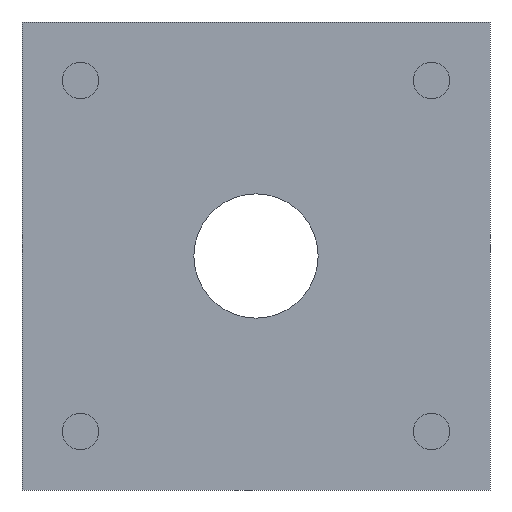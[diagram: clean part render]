
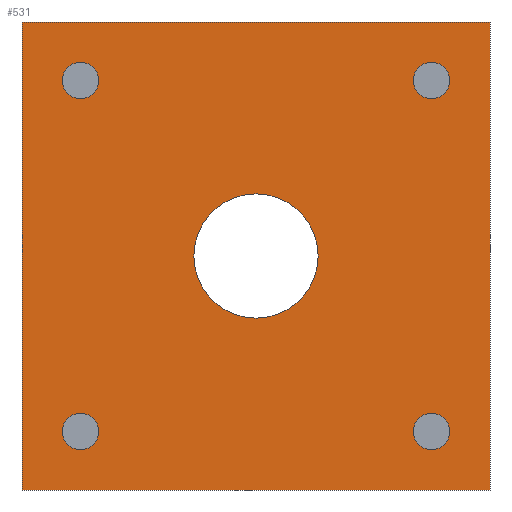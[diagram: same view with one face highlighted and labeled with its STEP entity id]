
A CAD part, front view. The second image highlights one B-rep face of the part: STEP entity #531.
In plain terms, the highlighted planar face has unit normal (0, -1, 0).
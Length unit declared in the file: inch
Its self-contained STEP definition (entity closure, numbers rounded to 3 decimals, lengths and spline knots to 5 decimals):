
#112=DIRECTION('',(0.,0.,-1.));
#113=VECTOR('',#112,4.);
#114=CARTESIAN_POINT('',(2.,0.,2.));
#115=LINE('',#114,#113);
#116=DIRECTION('',(-1.,0.,0.));
#117=VECTOR('',#116,4.);
#118=CARTESIAN_POINT('',(2.,0.,-2.));
#119=LINE('',#118,#117);
#120=DIRECTION('',(0.,0.,1.));
#121=VECTOR('',#120,4.);
#122=CARTESIAN_POINT('',(-2.,0.,-2.));
#123=LINE('',#122,#121);
#124=DIRECTION('',(1.,0.,0.));
#125=VECTOR('',#124,4.);
#126=CARTESIAN_POINT('',(-2.,0.,2.));
#127=LINE('',#126,#125);
#128=CARTESIAN_POINT('',(0.,0.,0.));
#129=DIRECTION('',(0.,-1.,0.));
#130=DIRECTION('',(1.,0.,0.));
#131=AXIS2_PLACEMENT_3D('',#128,#129,#130);
#133=CARTESIAN_POINT('',(0.,0.,0.));
#134=DIRECTION('',(0.,-1.,0.));
#135=DIRECTION('',(-1.,0.,0.));
#136=AXIS2_PLACEMENT_3D('',#133,#134,#135);
#138=CARTESIAN_POINT('',(-1.5,0.,-1.5));
#139=DIRECTION('',(0.,1.,0.));
#140=DIRECTION('',(-1.,0.,0.));
#141=AXIS2_PLACEMENT_3D('',#138,#139,#140);
#143=CARTESIAN_POINT('',(-1.5,0.,-1.5));
#144=DIRECTION('',(0.,1.,0.));
#145=DIRECTION('',(1.,0.,0.));
#146=AXIS2_PLACEMENT_3D('',#143,#144,#145);
#148=CARTESIAN_POINT('',(1.5,0.,-1.5));
#149=DIRECTION('',(0.,1.,0.));
#150=DIRECTION('',(-1.,0.,0.));
#151=AXIS2_PLACEMENT_3D('',#148,#149,#150);
#153=CARTESIAN_POINT('',(1.5,0.,-1.5));
#154=DIRECTION('',(0.,1.,0.));
#155=DIRECTION('',(1.,0.,0.));
#156=AXIS2_PLACEMENT_3D('',#153,#154,#155);
#158=CARTESIAN_POINT('',(-1.5,0.,1.5));
#159=DIRECTION('',(0.,1.,0.));
#160=DIRECTION('',(-1.,0.,0.));
#161=AXIS2_PLACEMENT_3D('',#158,#159,#160);
#163=CARTESIAN_POINT('',(-1.5,0.,1.5));
#164=DIRECTION('',(0.,1.,0.));
#165=DIRECTION('',(1.,0.,0.));
#166=AXIS2_PLACEMENT_3D('',#163,#164,#165);
#168=CARTESIAN_POINT('',(1.5,0.,1.5));
#169=DIRECTION('',(0.,1.,0.));
#170=DIRECTION('',(-1.,0.,0.));
#171=AXIS2_PLACEMENT_3D('',#168,#169,#170);
#173=CARTESIAN_POINT('',(1.5,0.,1.5));
#174=DIRECTION('',(0.,1.,0.));
#175=DIRECTION('',(1.,0.,0.));
#176=AXIS2_PLACEMENT_3D('',#173,#174,#175);
#402=CARTESIAN_POINT('',(2.,0.,2.));
#403=CARTESIAN_POINT('',(2.,0.,-2.));
#404=VERTEX_POINT('',#402);
#405=VERTEX_POINT('',#403);
#406=CARTESIAN_POINT('',(-2.,0.,-2.));
#407=VERTEX_POINT('',#406);
#408=CARTESIAN_POINT('',(-2.,0.,2.));
#409=VERTEX_POINT('',#408);
#422=CARTESIAN_POINT('',(0.531,0.,0.));
#423=CARTESIAN_POINT('',(-0.531,0.,0.));
#424=VERTEX_POINT('',#422);
#425=VERTEX_POINT('',#423);
#458=CARTESIAN_POINT('',(-1.65625,0.,-1.5));
#459=CARTESIAN_POINT('',(-1.34375,0.,-1.5));
#460=VERTEX_POINT('',#458);
#461=VERTEX_POINT('',#459);
#466=CARTESIAN_POINT('',(1.34375,0.,-1.5));
#467=CARTESIAN_POINT('',(1.65625,0.,-1.5));
#468=VERTEX_POINT('',#466);
#469=VERTEX_POINT('',#467);
#474=CARTESIAN_POINT('',(-1.65625,0.,1.5));
#475=CARTESIAN_POINT('',(-1.34375,0.,1.5));
#476=VERTEX_POINT('',#474);
#477=VERTEX_POINT('',#475);
#482=CARTESIAN_POINT('',(1.34375,0.,1.5));
#483=CARTESIAN_POINT('',(1.65625,0.,1.5));
#484=VERTEX_POINT('',#482);
#485=VERTEX_POINT('',#483);
#486=CARTESIAN_POINT('',(0.,0.,0.));
#487=DIRECTION('',(0.,1.,0.));
#488=DIRECTION('',(0.,0.,-1.));
#489=AXIS2_PLACEMENT_3D('',#486,#487,#488);
#490=PLANE('',#489);
#492=ORIENTED_EDGE('',*,*,#491,.T.);
#494=ORIENTED_EDGE('',*,*,#493,.T.);
#496=ORIENTED_EDGE('',*,*,#495,.T.);
#498=ORIENTED_EDGE('',*,*,#497,.T.);
#499=EDGE_LOOP('',(#492,#494,#496,#498));
#500=FACE_OUTER_BOUND('',#499,.F.);
#502=ORIENTED_EDGE('',*,*,#501,.T.);
#504=ORIENTED_EDGE('',*,*,#503,.T.);
#505=EDGE_LOOP('',(#502,#504));
#506=FACE_BOUND('',#505,.F.);
#508=ORIENTED_EDGE('',*,*,#507,.F.);
#510=ORIENTED_EDGE('',*,*,#509,.F.);
#511=EDGE_LOOP('',(#508,#510));
#512=FACE_BOUND('',#511,.F.);
#514=ORIENTED_EDGE('',*,*,#513,.F.);
#516=ORIENTED_EDGE('',*,*,#515,.F.);
#517=EDGE_LOOP('',(#514,#516));
#518=FACE_BOUND('',#517,.F.);
#520=ORIENTED_EDGE('',*,*,#519,.F.);
#522=ORIENTED_EDGE('',*,*,#521,.F.);
#523=EDGE_LOOP('',(#520,#522));
#524=FACE_BOUND('',#523,.F.);
#526=ORIENTED_EDGE('',*,*,#525,.F.);
#528=ORIENTED_EDGE('',*,*,#527,.F.);
#529=EDGE_LOOP('',(#526,#528));
#530=FACE_BOUND('',#529,.F.);
#531=ADVANCED_FACE('',(#500,#506,#512,#518,#524,#530),#490,.F.);
#132=CIRCLE('',#131,0.531);
#137=CIRCLE('',#136,0.531);
#142=CIRCLE('',#141,0.15625);
#147=CIRCLE('',#146,0.15625);
#152=CIRCLE('',#151,0.15625);
#157=CIRCLE('',#156,0.15625);
#162=CIRCLE('',#161,0.15625);
#167=CIRCLE('',#166,0.15625);
#172=CIRCLE('',#171,0.15625);
#177=CIRCLE('',#176,0.15625);
#491=EDGE_CURVE('',#404,#405,#115,.T.);
#493=EDGE_CURVE('',#405,#407,#119,.T.);
#495=EDGE_CURVE('',#407,#409,#123,.T.);
#497=EDGE_CURVE('',#409,#404,#127,.T.);
#501=EDGE_CURVE('',#424,#425,#132,.T.);
#503=EDGE_CURVE('',#425,#424,#137,.T.);
#507=EDGE_CURVE('',#460,#461,#142,.T.);
#509=EDGE_CURVE('',#461,#460,#147,.T.);
#513=EDGE_CURVE('',#468,#469,#152,.T.);
#515=EDGE_CURVE('',#469,#468,#157,.T.);
#519=EDGE_CURVE('',#476,#477,#162,.T.);
#521=EDGE_CURVE('',#477,#476,#167,.T.);
#525=EDGE_CURVE('',#484,#485,#172,.T.);
#527=EDGE_CURVE('',#485,#484,#177,.T.);
